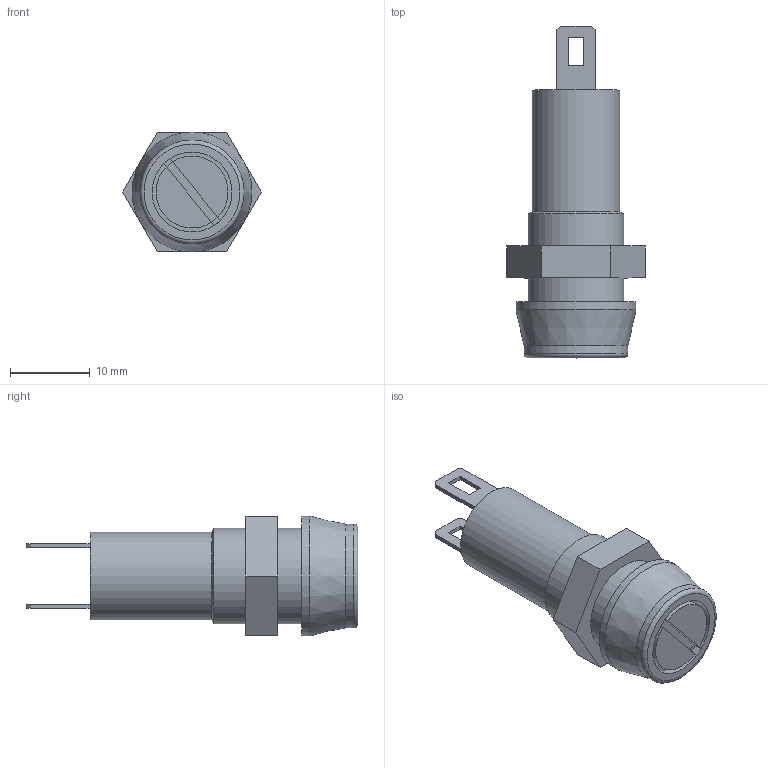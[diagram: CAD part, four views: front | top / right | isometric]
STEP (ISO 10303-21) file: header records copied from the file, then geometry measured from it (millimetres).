
FILE_DESCRIPTION(('FreeCAD Model'),'2;1');
FILE_NAME('Sicherungshalter_5x20.step','2021-01-24T11:18:13',('Author'),(''), 'Open CASCADE STEP processor 7.3','FreeCAD','Unknown');
FILE_SCHEMA(('AUTOMOTIVE_DESIGN { 1 0 10303 214 1 1 1 1 }'));
Length unit declared in the file: millimetre
Products named in the file (1): Sicherungshalter_5x20
Bounding box: 17.32 x 41.5 x 15 mm (x, y, z)
Volume: 4121.3 mm3; surface area: 2312.7 mm2
Topology: 4 solids, 4 shells, 67 faces, 148 edges, 91 vertices
Faces by surface type: plane 52, cylinder 12, cone 2, torus 1
Full cylindrical faces by diameter (mm): 11 x1, 12 x2, 13 x1, 15 x1
Entity records: 4217 total; most frequent: CARTESIAN_POINT 607, DIRECTION 606, LINE 382, VECTOR 382, ORIENTED_EDGE 296, PCURVE 296, DEFINITIONAL_REPRESENTATION 296, EDGE_CURVE 148
